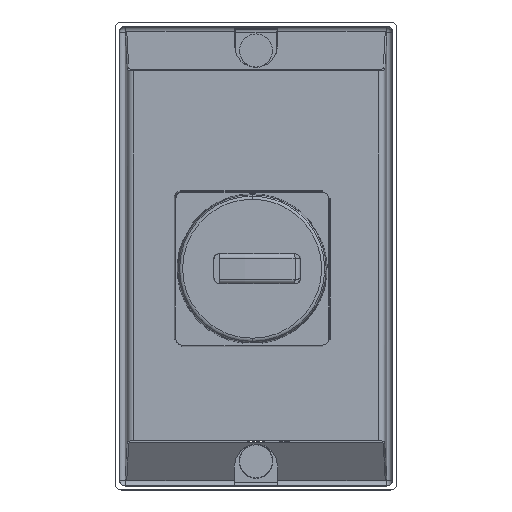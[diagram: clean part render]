
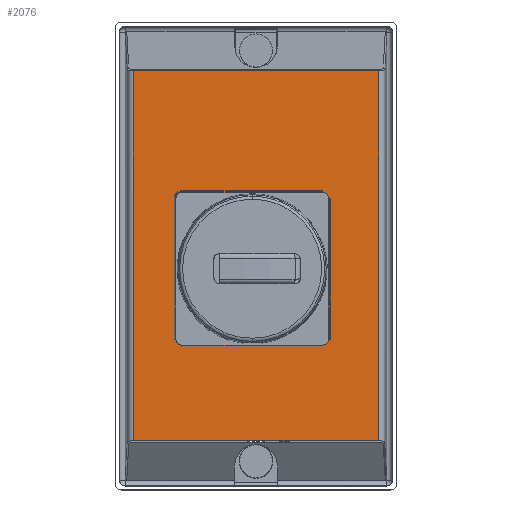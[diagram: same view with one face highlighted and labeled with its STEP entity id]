
A CAD part, top view. The second image highlights one B-rep face of the part: STEP entity #2076.
In plain terms, the highlighted planar face has unit normal (0, 0, 1).
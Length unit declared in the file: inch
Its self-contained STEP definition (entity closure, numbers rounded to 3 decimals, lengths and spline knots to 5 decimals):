
#1408=DIRECTION('',(-1.,0.,0.));
#1409=VECTOR('',#1408,3.37035);
#1410=CARTESIAN_POINT('',(-15.24532,-5.68486,
3.48425));
#1411=LINE('',#1410,#1409);
#1412=DIRECTION('',(1.,0.,0.));
#1413=VECTOR('',#1412,3.37035);
#1414=CARTESIAN_POINT('',(-18.61568,-0.61435,
3.48425));
#1415=LINE('',#1414,#1413);
#1580=DIRECTION('',(0.,1.,0.));
#1581=VECTOR('',#1580,5.07051);
#1582=CARTESIAN_POINT('',(-18.61568,-5.68486,
3.48425));
#1583=LINE('',#1582,#1581);
#1705=DIRECTION('',(0.,-1.,0.));
#1706=VECTOR('',#1705,5.07051);
#1707=CARTESIAN_POINT('',(-15.24532,-0.61435,
3.48425));
#1708=LINE('',#1707,#1706);
#1857=CARTESIAN_POINT('',(-15.24532,-0.61435,
3.48425));
#1858=CARTESIAN_POINT('',(-15.24532,-5.68486,
3.48425));
#1859=VERTEX_POINT('',#1857);
#1860=VERTEX_POINT('',#1858);
#1929=CARTESIAN_POINT('',(-18.61568,-5.68486,
3.48425));
#1930=CARTESIAN_POINT('',(-18.61568,-0.61435,
3.48425));
#1931=VERTEX_POINT('',#1929);
#1932=VERTEX_POINT('',#1930);
#2061=CARTESIAN_POINT('',(-18.85767,-6.3563,
3.48425));
#2062=DIRECTION('',(0.,0.,-1.));
#2063=DIRECTION('',(-1.,0.,0.));
#2064=AXIS2_PLACEMENT_3D('',#2061,#2062,#2063);
#2065=PLANE('',#2064);
#2067=ORIENTED_EDGE('',*,*,#2066,.T.);
#2069=ORIENTED_EDGE('',*,*,#2068,.T.);
#2071=ORIENTED_EDGE('',*,*,#2070,.T.);
#2073=ORIENTED_EDGE('',*,*,#2072,.T.);
#2074=EDGE_LOOP('',(#2067,#2069,#2071,#2073));
#2075=FACE_OUTER_BOUND('',#2074,.F.);
#2076=ADVANCED_FACE('',(#2075),#2065,.F.);
#2066=EDGE_CURVE('',#1859,#1860,#1708,.T.);
#2068=EDGE_CURVE('',#1860,#1931,#1411,.T.);
#2070=EDGE_CURVE('',#1931,#1932,#1583,.T.);
#2072=EDGE_CURVE('',#1932,#1859,#1415,.T.);
